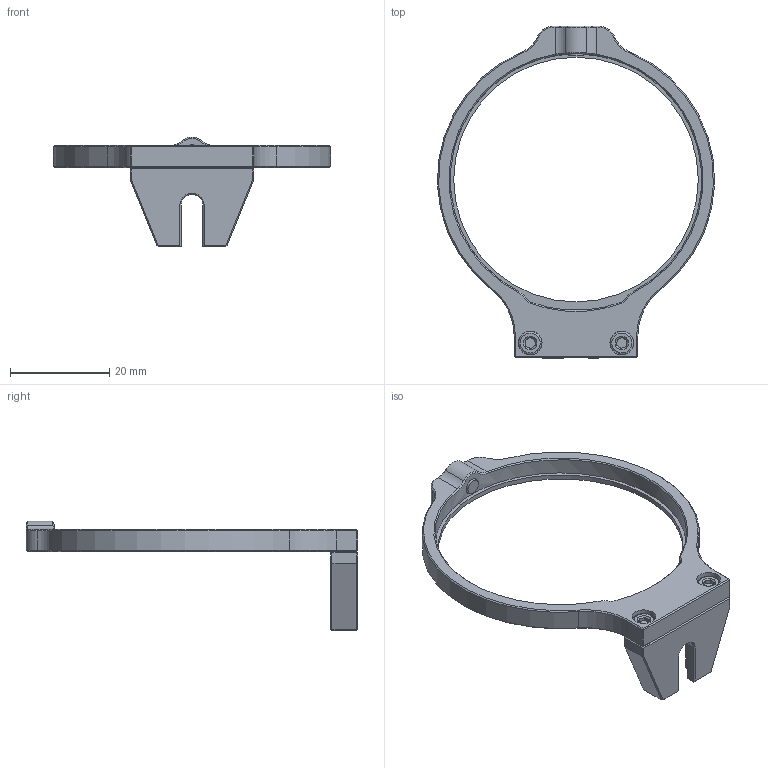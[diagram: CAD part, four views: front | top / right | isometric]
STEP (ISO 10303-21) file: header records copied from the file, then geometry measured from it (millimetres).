
FILE_DESCRIPTION (( 'STEP AP203' ), '1' );
FILE_NAME ('530148.STEP', '2025-05-07T03:56:43', ( 'Windows User' ), ( 'P R C' ), 'SwSTEP 2.0', 'SolidWorks 2020', '' );
FILE_SCHEMA (( 'CONFIG_CONTROL_DESIGN' ));
Length unit declared in the file: millimetre
Products named in the file (1): 530148
Bounding box: 55.96 x 67 x 22.18 mm (x, y, z)
Surface area: 4276.7 mm2 (no closed solid volume)
Topology: 0 solids, 6 shells, 159 faces, 368 edges, 219 vertices
Faces by surface type: plane 94, cone 35, cylinder 25, bspline 5
Full cylindrical faces by diameter (mm): 3 x1, 3.3 x1, 4.8 x2, 49.4 x1
Entity records: 5476 total; most frequent: CARTESIAN_POINT 1927, DIRECTION 708, ORIENTED_EDGE 686, EDGE_CURVE 353, AXIS2_PLACEMENT_3D 240, VECTOR 228, LINE 228, VERTEX_POINT 215
